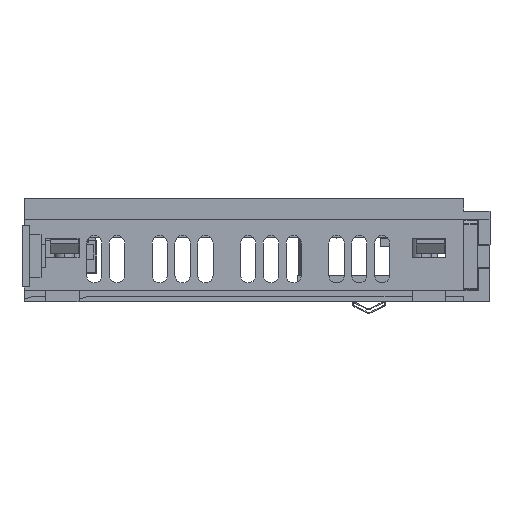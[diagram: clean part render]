
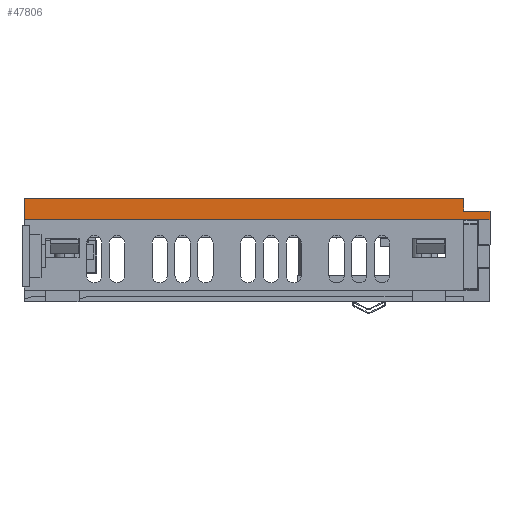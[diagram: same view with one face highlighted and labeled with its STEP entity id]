
A CAD part, left-side view. The second image highlights one B-rep face of the part: STEP entity #47806.
In plain terms, the highlighted planar face has unit normal (-1, 0, 0).
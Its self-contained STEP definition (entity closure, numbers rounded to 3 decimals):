
#3814 = CARTESIAN_POINT ( 'NONE',  ( -60.9, 51.346, 4.5 ) ) ;
#5562 = VERTEX_POINT ( 'NONE', #57240 ) ;
#11606 = DIRECTION ( 'NONE',  ( -1., 0., 0. ) ) ;
#14793 = VECTOR ( 'NONE', #45375, 1000. ) ;
#16810 = EDGE_CURVE ( 'NONE', #5562, #32535, #87125, .T. ) ;
#18030 = EDGE_CURVE ( 'NONE', #85867, #56479, #106279, .T. ) ;
#18163 = AXIS2_PLACEMENT_3D ( 'NONE', #3814, #11606, #80516 ) ;
#18481 = VECTOR ( 'NONE', #81534, 1000. ) ;
#19337 = CARTESIAN_POINT ( 'NONE',  ( -60.9, 46.25, 4.5 ) ) ;
#19941 = VECTOR ( 'NONE', #69520, 1000. ) ;
#22112 = CARTESIAN_POINT ( 'NONE',  ( -60.9, -46.25, 4.5 ) ) ;
#25747 = VECTOR ( 'NONE', #29319, 1000. ) ;
#26563 = LINE ( 'NONE', #69821, #14793 ) ;
#27025 = EDGE_LOOP ( 'NONE', ( #99028, #81318, #106105, #108437, #69189, #83188 ) ) ;
#29319 = DIRECTION ( 'NONE',  ( 0., 0., 1. ) ) ;
#32535 = VERTEX_POINT ( 'NONE', #108505 ) ;
#39208 = EDGE_CURVE ( 'NONE', #32535, #63418, #26563, .T. ) ;
#41857 = CARTESIAN_POINT ( 'NONE',  ( -60.9, -46.25, 1.8 ) ) ;
#45375 = DIRECTION ( 'NONE',  ( 0., -1., 0. ) ) ;
#46279 = DIRECTION ( 'NONE',  ( 0., 0., -1. ) ) ;
#47806 = ADVANCED_FACE ( 'NONE', ( #88871 ), #106631, .T. ) ;
#52818 = CARTESIAN_POINT ( 'NONE',  ( -60.9, -51.75, 0. ) ) ;
#52900 = CARTESIAN_POINT ( 'NONE',  ( -60.9, 46.25, 0. ) ) ;
#54483 = EDGE_CURVE ( 'NONE', #85867, #57793, #75739, .T. ) ;
#56479 = VERTEX_POINT ( 'NONE', #52818 ) ;
#57084 = LINE ( 'NONE', #22112, #18481 ) ;
#57240 = CARTESIAN_POINT ( 'NONE',  ( -60.9, 46.25, 0. ) ) ;
#57793 = VERTEX_POINT ( 'NONE', #67177 ) ;
#57851 = VECTOR ( 'NONE', #46279, 1000. ) ;
#63418 = VERTEX_POINT ( 'NONE', #70391 ) ;
#67177 = CARTESIAN_POINT ( 'NONE',  ( -60.9, -46.25, 1.8 ) ) ;
#69008 = LINE ( 'NONE', #52900, #19941 ) ;
#69189 = ORIENTED_EDGE ( 'NONE', *, *, #91988, .F. ) ;
#69520 = DIRECTION ( 'NONE',  ( 0., -1., 0. ) ) ;
#69821 = CARTESIAN_POINT ( 'NONE',  ( -60.9, 51.346, 4.5 ) ) ;
#70391 = CARTESIAN_POINT ( 'NONE',  ( -60.9, -46.25, 4.5 ) ) ;
#75739 = LINE ( 'NONE', #41857, #97271 ) ;
#78489 = CARTESIAN_POINT ( 'NONE',  ( -60.9, -51.75, 1.5 ) ) ;
#80516 = DIRECTION ( 'NONE',  ( 0., 0., 1. ) ) ;
#81318 = ORIENTED_EDGE ( 'NONE', *, *, #90108, .T. ) ;
#81534 = DIRECTION ( 'NONE',  ( 0., 0., -1. ) ) ;
#83188 = ORIENTED_EDGE ( 'NONE', *, *, #39208, .F. ) ;
#83511 = DIRECTION ( 'NONE',  ( 0., 1., 0. ) ) ;
#85867 = VERTEX_POINT ( 'NONE', #106717 ) ;
#87125 = LINE ( 'NONE', #19337, #25747 ) ;
#88871 = FACE_OUTER_BOUND ( 'NONE', #27025, .T. ) ;
#90108 = EDGE_CURVE ( 'NONE', #5562, #56479, #69008, .T. ) ;
#91988 = EDGE_CURVE ( 'NONE', #63418, #57793, #57084, .T. ) ;
#97271 = VECTOR ( 'NONE', #83511, 1000. ) ;
#99028 = ORIENTED_EDGE ( 'NONE', *, *, #16810, .F. ) ;
#106105 = ORIENTED_EDGE ( 'NONE', *, *, #18030, .F. ) ;
#106279 = LINE ( 'NONE', #78489, #57851 ) ;
#106631 = PLANE ( 'NONE',  #18163 ) ;
#106717 = CARTESIAN_POINT ( 'NONE',  ( -60.9, -51.75, 1.8 ) ) ;
#108437 = ORIENTED_EDGE ( 'NONE', *, *, #54483, .T. ) ;
#108505 = CARTESIAN_POINT ( 'NONE',  ( -60.9, 46.25, 4.5 ) ) ;
